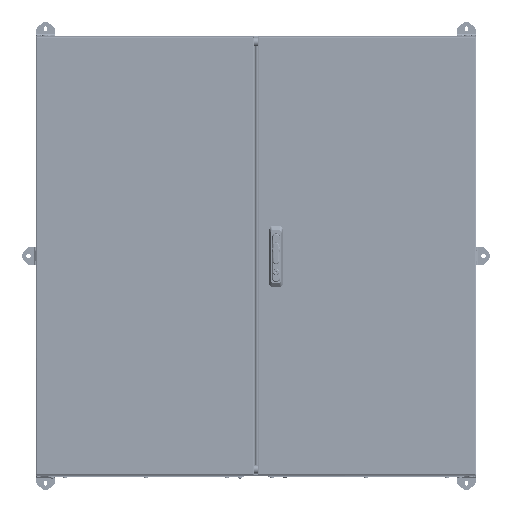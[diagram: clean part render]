
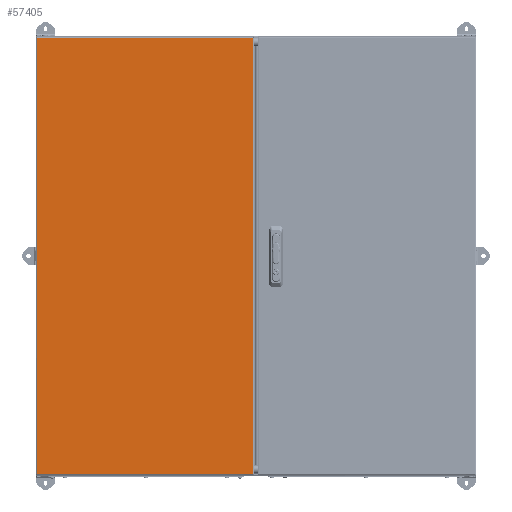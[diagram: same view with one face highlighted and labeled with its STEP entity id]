
A CAD part, top view. The second image highlights one B-rep face of the part: STEP entity #57405.
In plain terms, the highlighted planar face has unit normal (0, 0, 1).
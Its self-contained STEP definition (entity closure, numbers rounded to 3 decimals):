
#5907 = EDGE_CURVE ( 'NONE', #94141, #53753, #66052, .T. ) ;
#8169 = CARTESIAN_POINT ( 'NONE',  ( -294.5, 595.293, 0. ) ) ;
#9712 = FACE_OUTER_BOUND ( 'NONE', #26532, .T. ) ;
#13454 = ORIENTED_EDGE ( 'NONE', *, *, #18060, .T. ) ;
#16616 = VECTOR ( 'NONE', #102333, 1000. ) ;
#18060 = EDGE_CURVE ( 'NONE', #51062, #94141, #46827, .T. ) ;
#25347 = AXIS2_PLACEMENT_3D ( 'NONE', #100870, #118930, #91794 ) ;
#26532 = EDGE_LOOP ( 'NONE', ( #13454, #100156, #106480, #52064 ) ) ;
#28677 = LINE ( 'NONE', #65473, #16616 ) ;
#31554 = EDGE_CURVE ( 'NONE', #32060, #51062, #41148, .T. ) ;
#32060 = VERTEX_POINT ( 'NONE', #114011 ) ;
#36588 = DIRECTION ( 'NONE',  ( -1., 0., 0. ) ) ;
#41148 = LINE ( 'NONE', #42339, #78956 ) ;
#42339 = CARTESIAN_POINT ( 'NONE',  ( 294.5, -595.293, 0. ) ) ;
#46827 = LINE ( 'NONE', #108441, #75906 ) ;
#48072 = CARTESIAN_POINT ( 'NONE',  ( -294.5, -594.5, 0. ) ) ;
#51062 = VERTEX_POINT ( 'NONE', #51604 ) ;
#51604 = CARTESIAN_POINT ( 'NONE',  ( 294.5, 594.5, 0. ) ) ;
#52064 = ORIENTED_EDGE ( 'NONE', *, *, #31554, .T. ) ;
#53753 = VERTEX_POINT ( 'NONE', #48072 ) ;
#55785 = DIRECTION ( 'NONE',  ( 0., -1., 0. ) ) ;
#56164 = PLANE ( 'NONE',  #25347 ) ;
#57405 = ADVANCED_FACE ( 'NONE', ( #9712 ), #56164, .T. ) ;
#65473 = CARTESIAN_POINT ( 'NONE',  ( -295.293, -594.5, 0. ) ) ;
#66052 = LINE ( 'NONE', #8169, #90377 ) ;
#67224 = EDGE_CURVE ( 'NONE', #53753, #32060, #28677, .T. ) ;
#75906 = VECTOR ( 'NONE', #36588, 1000. ) ;
#78956 = VECTOR ( 'NONE', #79728, 1000. ) ;
#79728 = DIRECTION ( 'NONE',  ( 0., 1., 0. ) ) ;
#90377 = VECTOR ( 'NONE', #55785, 1000. ) ;
#91794 = DIRECTION ( 'NONE',  ( 1., 0., 0. ) ) ;
#94141 = VERTEX_POINT ( 'NONE', #115559 ) ;
#100156 = ORIENTED_EDGE ( 'NONE', *, *, #5907, .T. ) ;
#100870 = CARTESIAN_POINT ( 'NONE',  ( 0., 0., 0. ) ) ;
#102333 = DIRECTION ( 'NONE',  ( 1., 0., 0. ) ) ;
#106480 = ORIENTED_EDGE ( 'NONE', *, *, #67224, .T. ) ;
#108441 = CARTESIAN_POINT ( 'NONE',  ( 295.293, 594.5, 0. ) ) ;
#114011 = CARTESIAN_POINT ( 'NONE',  ( 294.5, -594.5, 0. ) ) ;
#115559 = CARTESIAN_POINT ( 'NONE',  ( -294.5, 594.5, 0. ) ) ;
#118930 = DIRECTION ( 'NONE',  ( 0., 0., 1. ) ) ;
